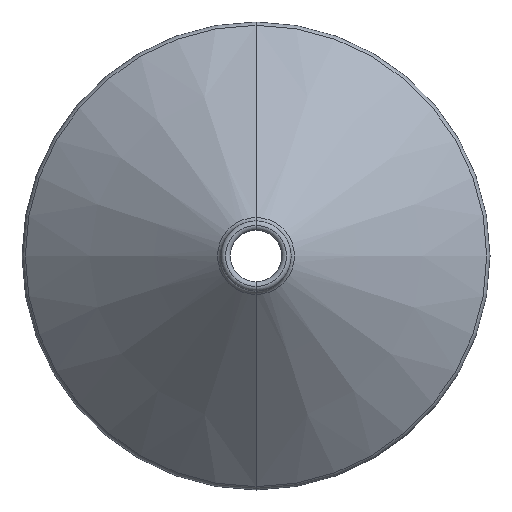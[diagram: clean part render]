
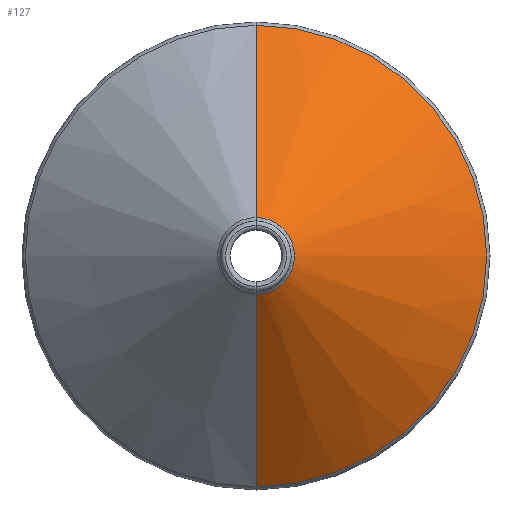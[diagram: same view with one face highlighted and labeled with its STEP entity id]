
A CAD part, front view. The second image highlights one B-rep face of the part: STEP entity #127.
In plain terms, the highlighted conical face has half-angle 49.733 degrees and reference radius 7.5 mm.
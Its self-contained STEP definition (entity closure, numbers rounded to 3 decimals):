
#14 = VECTOR ( 'NONE', #676, 1000. ) ;
#17 = DIRECTION ( 'NONE',  ( 0., -1., 0. ) ) ;
#32 = CARTESIAN_POINT ( 'NONE',  ( 0., 59.401, 49.293 ) ) ;
#33 = AXIS2_PLACEMENT_3D ( 'NONE', #365, #414, #465 ) ;
#69 = VERTEX_POINT ( 'NONE', #661 ) ;
#80 = DIRECTION ( 'NONE',  ( 0., 0., -1. ) ) ;
#83 = CARTESIAN_POINT ( 'NONE',  ( 0., 24., 7.5 ) ) ;
#91 = CARTESIAN_POINT ( 'NONE',  ( 0., 24., 0. ) ) ;
#103 = CARTESIAN_POINT ( 'NONE',  ( 0., 24., -7.5 ) ) ;
#127 = ADVANCED_FACE ( 'NONE', ( #555 ), #701, .T. ) ;
#128 = LINE ( 'NONE', #103, #243 ) ;
#145 = VERTEX_POINT ( 'NONE', #32 ) ;
#153 = DIRECTION ( 'NONE',  ( 0., 1., 0. ) ) ;
#164 = LINE ( 'NONE', #83, #14 ) ;
#173 = ORIENTED_EDGE ( 'NONE', *, *, #461, .T. ) ;
#211 = DIRECTION ( 'NONE',  ( 0., 0., 1. ) ) ;
#229 = CIRCLE ( 'NONE', #33, 8.207 ) ;
#243 = VECTOR ( 'NONE', #338, 1000. ) ;
#246 = ORIENTED_EDGE ( 'NONE', *, *, #519, .T. ) ;
#331 = AXIS2_PLACEMENT_3D ( 'NONE', #91, #153, #211 ) ;
#338 = DIRECTION ( 'NONE',  ( 0., 0.646, -0.763 ) ) ;
#365 = CARTESIAN_POINT ( 'NONE',  ( 0., 24.599, 0. ) ) ;
#386 = ORIENTED_EDGE ( 'NONE', *, *, #642, .T. ) ;
#414 = DIRECTION ( 'NONE',  ( 0., 1., 0. ) ) ;
#461 = EDGE_CURVE ( 'NONE', #549, #69, #229, .T. ) ;
#465 = DIRECTION ( 'NONE',  ( 0., 0., 1. ) ) ;
#483 = CARTESIAN_POINT ( 'NONE',  ( 0., 59.401, 0. ) ) ;
#514 = AXIS2_PLACEMENT_3D ( 'NONE', #483, #17, #80 ) ;
#519 = EDGE_CURVE ( 'NONE', #577, #145, #634, .T. ) ;
#526 = ORIENTED_EDGE ( 'NONE', *, *, #554, .F. ) ;
#549 = VERTEX_POINT ( 'NONE', #602 ) ;
#554 = EDGE_CURVE ( 'NONE', #549, #145, #164, .T. ) ;
#555 = FACE_OUTER_BOUND ( 'NONE', #725, .T. ) ;
#577 = VERTEX_POINT ( 'NONE', #750 ) ;
#602 = CARTESIAN_POINT ( 'NONE',  ( 0., 24.599, 8.207 ) ) ;
#634 = CIRCLE ( 'NONE', #514, 49.293 ) ;
#642 = EDGE_CURVE ( 'NONE', #69, #577, #128, .T. ) ;
#661 = CARTESIAN_POINT ( 'NONE',  ( 0., 24.599, -8.207 ) ) ;
#676 = DIRECTION ( 'NONE',  ( 0., 0.646, 0.763 ) ) ;
#701 = CONICAL_SURFACE ( 'NONE', #331, 7.5, 0.868 ) ;
#725 = EDGE_LOOP ( 'NONE', ( #173, #386, #246, #526 ) ) ;
#750 = CARTESIAN_POINT ( 'NONE',  ( 0., 59.401, -49.293 ) ) ;
